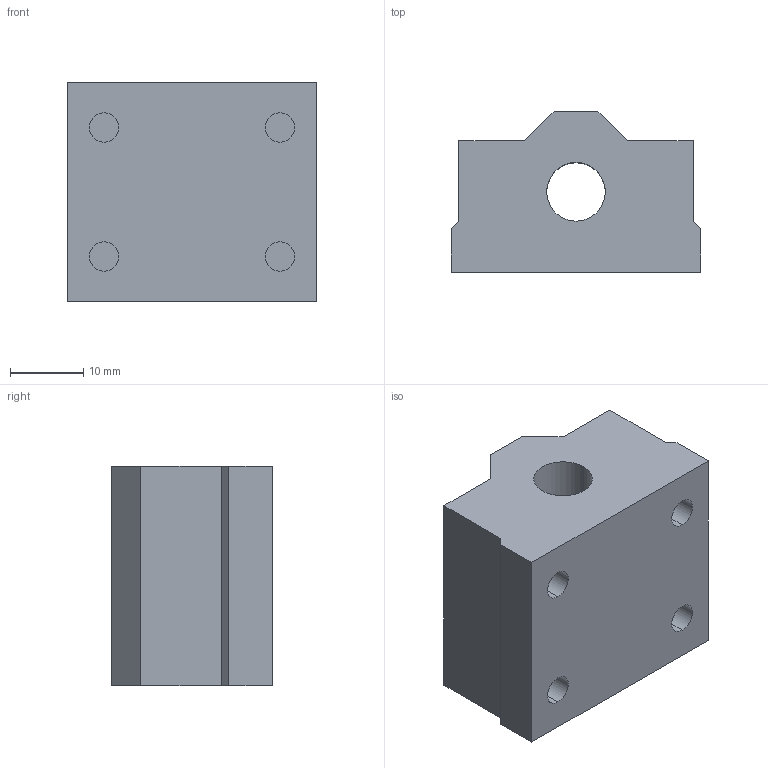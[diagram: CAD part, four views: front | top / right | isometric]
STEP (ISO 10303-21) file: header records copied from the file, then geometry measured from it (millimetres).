
FILE_DESCRIPTION (( 'STEP AP214' ), '1' );
FILE_NAME ('Linear Bearing with Housing 8 mm shaft.STEP', '2021-07-28T14:18:08', ( '' ), ( '' ), 'SwSTEP 2.0', 'SolidWorks 2019', '' );
FILE_SCHEMA (( 'AUTOMOTIVE_DESIGN' ));
Length unit declared in the file: millimetre
Products named in the file (1): Linear Bearing with Housing 8 mm shaft
Bounding box: 34 x 22 x 30 mm (x, y, z)
Volume: 17211.2 mm3; surface area: 5246.5 mm2
Topology: 1 solids, 1 shells, 28 faces, 66 edges, 44 vertices
Faces by surface type: plane 18, cylinder 10
Entity records: 1024 total; most frequent: DIRECTION 144, CARTESIAN_POINT 139, ORIENTED_EDGE 132, EDGE_CURVE 66, AXIS2_PLACEMENT_3D 49, LINE 46, VECTOR 46, VERTEX_POINT 44
